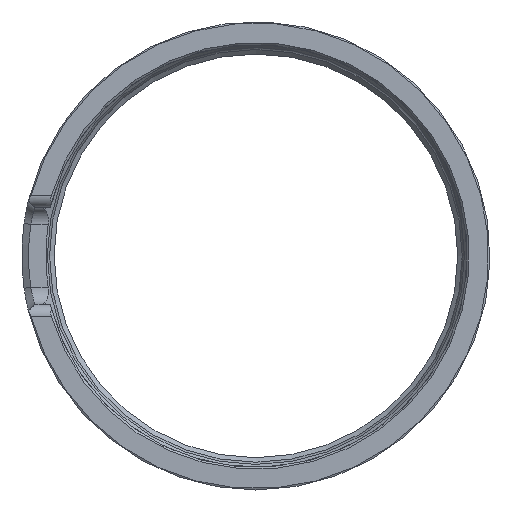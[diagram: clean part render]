
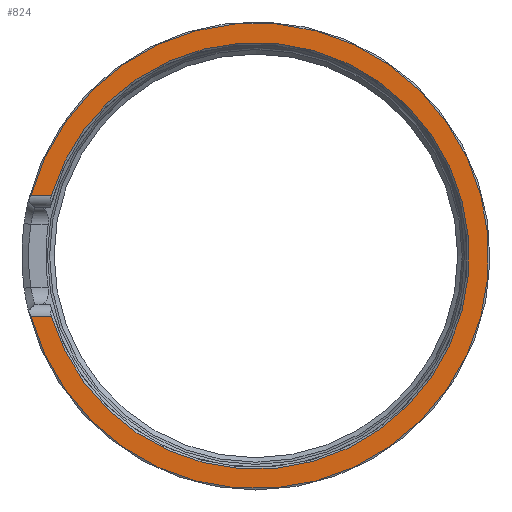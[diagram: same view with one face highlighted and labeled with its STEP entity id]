
A CAD part, left-side view. The second image highlights one B-rep face of the part: STEP entity #824.
In plain terms, the highlighted planar face has unit normal (-1, 0, 0).
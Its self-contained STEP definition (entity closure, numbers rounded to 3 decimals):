
#25=PLANE('',#927);
#89=LINE('',#2070,#133);
#90=LINE('',#2071,#134);
#133=VECTOR('',#1127,1000.);
#134=VECTOR('',#1128,1000.);
#180=FACE_OUTER_BOUND('',#226,.T.);
#226=EDGE_LOOP('',(#717,#718,#719,#720));
#278=CIRCLE('',#856,28.85);
#290=CIRCLE('',#872,26.425);
#320=VERTEX_POINT('',#1190);
#321=VERTEX_POINT('',#1191);
#334=VERTEX_POINT('',#1234);
#335=VERTEX_POINT('',#1245);
#402=EDGE_CURVE('',#320,#321,#278,.T.);
#419=EDGE_CURVE('',#334,#335,#290,.T.);
#506=EDGE_CURVE('',#320,#334,#89,.T.);
#507=EDGE_CURVE('',#321,#335,#90,.T.);
#717=ORIENTED_EDGE('',*,*,#506,.F.);
#718=ORIENTED_EDGE('',*,*,#402,.T.);
#719=ORIENTED_EDGE('',*,*,#507,.T.);
#720=ORIENTED_EDGE('',*,*,#419,.F.);
#824=ADVANCED_FACE('',(#180),#25,.T.);
#856=AXIS2_PLACEMENT_3D('',#1192,#953,#954);
#872=AXIS2_PLACEMENT_3D('',#1246,#987,#988);
#927=AXIS2_PLACEMENT_3D('',#2069,#1125,#1126);
#953=DIRECTION('center_axis',(-1.,0.,0.));
#954=DIRECTION('ref_axis',(0.,0.,1.));
#987=DIRECTION('center_axis',(-1.,0.,0.));
#988=DIRECTION('ref_axis',(0.,0.,1.));
#1125=DIRECTION('center_axis',(-1.,0.,0.));
#1126=DIRECTION('ref_axis',(0.,0.,-1.));
#1127=DIRECTION('',(0.,-1.,0.));
#1128=DIRECTION('',(0.,-1.,0.));
#1190=CARTESIAN_POINT('',(-150.,27.858,-7.5));
#1191=CARTESIAN_POINT('',(-150.,27.858,7.5));
#1192=CARTESIAN_POINT('Origin',(-150.,0.,0.));
#1234=CARTESIAN_POINT('',(-150.,25.338,-7.5));
#1245=CARTESIAN_POINT('',(-150.,25.338,7.5));
#1246=CARTESIAN_POINT('Origin',(-150.,0.,0.));
#2069=CARTESIAN_POINT('Origin',(-150.,0.,0.));
#2070=CARTESIAN_POINT('',(-150.,29.,-7.5));
#2071=CARTESIAN_POINT('',(-150.,29.,7.5));
